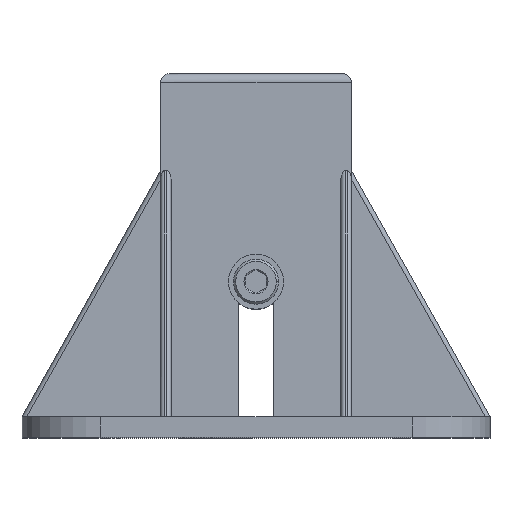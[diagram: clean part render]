
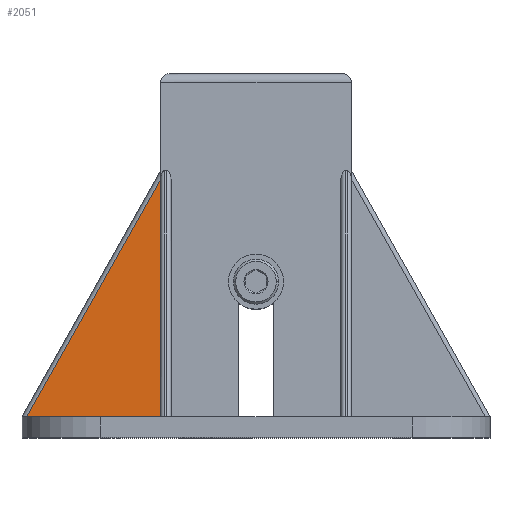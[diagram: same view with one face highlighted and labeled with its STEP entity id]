
A CAD part, top view. The second image highlights one B-rep face of the part: STEP entity #2051.
In plain terms, the highlighted planar face has unit normal (0, 0, 1).
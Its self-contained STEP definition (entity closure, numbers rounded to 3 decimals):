
#16 = VECTOR ( 'NONE', #3470, 1000. ) ;
#281 = EDGE_CURVE ( 'NONE', #4774, #1913, #337, .T. ) ;
#337 = LINE ( 'NONE', #3239, #2417 ) ;
#782 = CARTESIAN_POINT ( 'NONE',  ( -27.5, 22.033, 80.022 ) ) ;
#952 = LINE ( 'NONE', #4362, #16 ) ;
#1140 = ORIENTED_EDGE ( 'NONE', *, *, #3776, .T. ) ;
#1163 = ORIENTED_EDGE ( 'NONE', *, *, #4674, .T. ) ;
#1243 = AXIS2_PLACEMENT_3D ( 'NONE', #3746, #6252, #2289 ) ;
#1631 = LINE ( 'NONE', #4999, #5088 ) ;
#1913 = VERTEX_POINT ( 'NONE', #782 ) ;
#2051 = ADVANCED_FACE ( 'NONE', ( #3831 ), #5776, .F. ) ;
#2289 = DIRECTION ( 'NONE',  ( 0., -1., 0. ) ) ;
#2417 = VECTOR ( 'NONE', #2598, 1000. ) ;
#2598 = DIRECTION ( 'NONE',  ( 0., 1., 0. ) ) ;
#2727 = EDGE_LOOP ( 'NONE', ( #3225, #1163, #1140 ) ) ;
#3225 = ORIENTED_EDGE ( 'NONE', *, *, #281, .T. ) ;
#3239 = CARTESIAN_POINT ( 'NONE',  ( -27.5, 52.478, 80.022 ) ) ;
#3470 = DIRECTION ( 'NONE',  ( 1., 0., 0. ) ) ;
#3746 = CARTESIAN_POINT ( 'NONE',  ( 27.5, 52.478, 80.022 ) ) ;
#3776 = EDGE_CURVE ( 'NONE', #4150, #4774, #952, .T. ) ;
#3831 = FACE_OUTER_BOUND ( 'NONE', #2727, .T. ) ;
#3845 = CARTESIAN_POINT ( 'NONE',  ( -66.123, -46.522, 80.022 ) ) ;
#4150 = VERTEX_POINT ( 'NONE', #3845 ) ;
#4362 = CARTESIAN_POINT ( 'NONE',  ( 27.5, -46.522, 80.022 ) ) ;
#4674 = EDGE_CURVE ( 'NONE', #1913, #4150, #1631, .T. ) ;
#4774 = VERTEX_POINT ( 'NONE', #6064 ) ;
#4999 = CARTESIAN_POINT ( 'NONE',  ( -66.455, -47.111, 80.022 ) ) ;
#5088 = VECTOR ( 'NONE', #5423, 1000. ) ;
#5423 = DIRECTION ( 'NONE',  ( -0.491, -0.871, 0. ) ) ;
#5776 = PLANE ( 'NONE',  #1243 ) ;
#6064 = CARTESIAN_POINT ( 'NONE',  ( -27.5, -46.522, 80.022 ) ) ;
#6252 = DIRECTION ( 'NONE',  ( 0., 0., -1. ) ) ;
